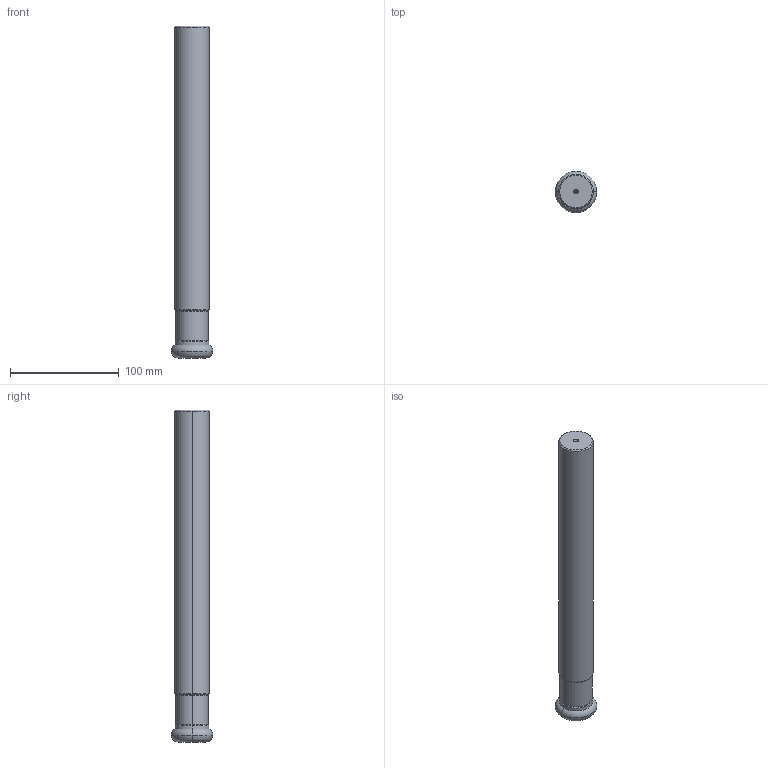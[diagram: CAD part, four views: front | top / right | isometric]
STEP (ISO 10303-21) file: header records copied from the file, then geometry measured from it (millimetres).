
FILE_DESCRIPTION(/* description */ (''),/* implementation_level */ '2;1');
FILE_NAME(/* name */ 'BRP6UPR243ELS20_ID0_5.stp',/* time_stamp */ '2021-02-02T08:26:01+09:00',/* author */ (''),/* organization */ (''),/* preprocessor_version */ 'ST-DEVELOPER v16',/* originating_system */ 'SIEMENS PLM Software NX 10.0',/* authorisation */ '');
FILE_SCHEMA (('AUTOMOTIVE_DESIGN { 1 0 10303 214 3 1 1 1 }'));
Length unit declared in the file: millimetre
Products named in the file (1): BRP6UPR243ELS20_ID0_5_ASM
Bounding box: 38.1 x 38.1 x 304.8 mm (x, y, z)
Volume: 247736.9 mm3; surface area: 35214.2 mm2
Topology: 2 solids, 2 shells, 45 faces, 110 edges, 71 vertices
Faces by surface type: cone 20, cylinder 12, torus 10, plane 3
Entity records: 1461 total; most frequent: DIRECTION 292, CARTESIAN_POINT 229, ORIENTED_EDGE 208, AXIS2_PLACEMENT_3D 130, EDGE_CURVE 104, CIRCLE 74, VERTEX_POINT 64, EDGE_LOOP 48
